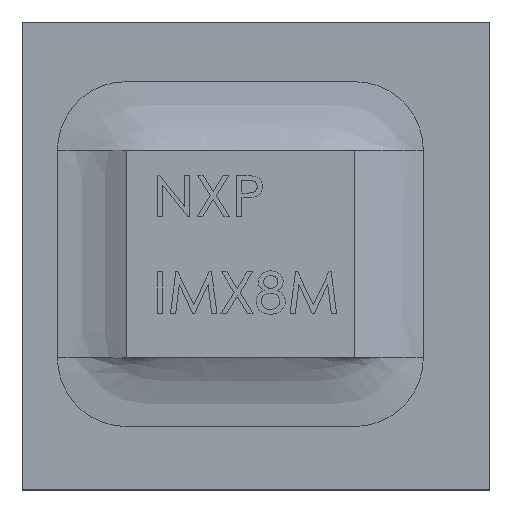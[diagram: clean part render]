
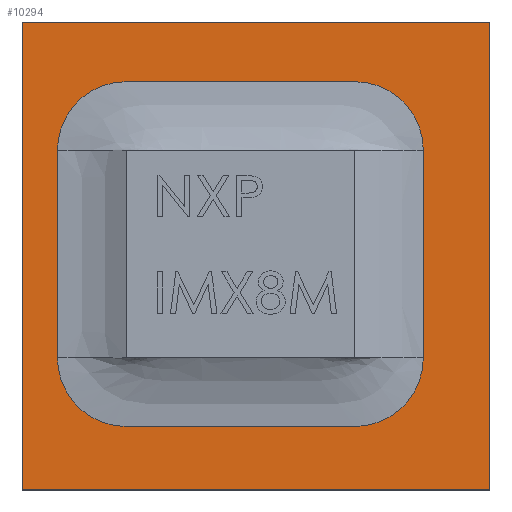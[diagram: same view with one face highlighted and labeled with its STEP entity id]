
A CAD part, top view. The second image highlights one B-rep face of the part: STEP entity #10294.
In plain terms, the highlighted planar face has unit normal (0, 0, 1).
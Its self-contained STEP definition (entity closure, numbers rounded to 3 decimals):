
#307 = CARTESIAN_POINT ( 'NONE',  ( -4.715, -6.195, 0.88 ) ) ;
#589 = ORIENTED_EDGE ( 'NONE', *, *, #19443, .F. ) ;
#949 = VERTEX_POINT ( 'NONE', #23721 ) ;
#1152 = VERTEX_POINT ( 'NONE', #3073 ) ;
#1484 = DIRECTION ( 'NONE',  ( 1., 0., 0. ) ) ;
#1573 = DIRECTION ( 'NONE',  ( 1., 0., 0. ) ) ;
#1599 = CARTESIAN_POINT ( 'NONE',  ( -7.215, 3.834, 0.88 ) ) ;
#1709 = VERTEX_POINT ( 'NONE', #4479 ) ;
#1949 = VERTEX_POINT ( 'NONE', #17787 ) ;
#1986 = LINE ( 'NONE', #2124, #6334 ) ;
#2124 = CARTESIAN_POINT ( 'NONE',  ( -8.5, 8.5, 0.88 ) ) ;
#3073 = CARTESIAN_POINT ( 'NONE',  ( -8.5, 8.5, 0.88 ) ) ;
#3101 = EDGE_LOOP ( 'NONE', ( #10103, #13966, #15251, #23353 ) ) ;
#3111 = CARTESIAN_POINT ( 'NONE',  ( -4.715, -3.695, 0.88 ) ) ;
#3125 = CARTESIAN_POINT ( 'NONE',  ( -7.215, 3.834, 0.88 ) ) ;
#3371 = DIRECTION ( 'NONE',  ( 0., 0., 1. ) ) ;
#3622 = EDGE_CURVE ( 'NONE', #20356, #6804, #15649, .T. ) ;
#3695 = VERTEX_POINT ( 'NONE', #14692 ) ;
#4214 = VECTOR ( 'NONE', #17182, 1000. ) ;
#4363 = ORIENTED_EDGE ( 'NONE', *, *, #17919, .F. ) ;
#4479 = CARTESIAN_POINT ( 'NONE',  ( 3.58, 6.334, 0.88 ) ) ;
#4486 = ORIENTED_EDGE ( 'NONE', *, *, #6782, .F. ) ;
#5409 = VECTOR ( 'NONE', #23058, 1000. ) ;
#5704 = AXIS2_PLACEMENT_3D ( 'NONE', #21478, #25315, #17343 ) ;
#6308 = EDGE_CURVE ( 'NONE', #3695, #7691, #7140, .T. ) ;
#6334 = VECTOR ( 'NONE', #17752, 1000. ) ;
#6782 = EDGE_CURVE ( 'NONE', #12911, #949, #24699, .T. ) ;
#6804 = VERTEX_POINT ( 'NONE', #10695 ) ;
#6860 = DIRECTION ( 'NONE',  ( 1., 0., 0. ) ) ;
#7055 = EDGE_CURVE ( 'NONE', #1709, #1949, #14400, .T. ) ;
#7127 = LINE ( 'NONE', #1599, #14537 ) ;
#7140 = LINE ( 'NONE', #7374, #5409 ) ;
#7374 = CARTESIAN_POINT ( 'NONE',  ( 6.08, -3.695, 0.88 ) ) ;
#7435 = CIRCLE ( 'NONE', #23839, 2.5 ) ;
#7445 = LINE ( 'NONE', #15022, #4214 ) ;
#7691 = VERTEX_POINT ( 'NONE', #8431 ) ;
#8355 = AXIS2_PLACEMENT_3D ( 'NONE', #9743, #9505, #17715 ) ;
#8431 = CARTESIAN_POINT ( 'NONE',  ( 6.08, 3.834, 0.88 ) ) ;
#9160 = CARTESIAN_POINT ( 'NONE',  ( -8.5, -8.5, 0.88 ) ) ;
#9296 = ORIENTED_EDGE ( 'NONE', *, *, #13539, .F. ) ;
#9323 = VERTEX_POINT ( 'NONE', #24075 ) ;
#9505 = DIRECTION ( 'NONE',  ( 0., 0., 1. ) ) ;
#9743 = CARTESIAN_POINT ( 'NONE',  ( 3.58, -3.695, 0.88 ) ) ;
#9901 = DIRECTION ( 'NONE',  ( -1., 0., 0. ) ) ;
#9902 = AXIS2_PLACEMENT_3D ( 'NONE', #20266, #23883, #14852 ) ;
#10103 = ORIENTED_EDGE ( 'NONE', *, *, #12936, .F. ) ;
#10116 = LINE ( 'NONE', #24136, #25184 ) ;
#10250 = DIRECTION ( 'NONE',  ( 0., -1., 0. ) ) ;
#10294 = ADVANCED_FACE ( 'NONE', ( #22018, #10581 ), #24208, .F. ) ;
#10581 = FACE_OUTER_BOUND ( 'NONE', #3101, .T. ) ;
#10695 = CARTESIAN_POINT ( 'NONE',  ( 8.5, -8.5, 0.88 ) ) ;
#12219 = ORIENTED_EDGE ( 'NONE', *, *, #7055, .F. ) ;
#12911 = VERTEX_POINT ( 'NONE', #307 ) ;
#12936 = EDGE_CURVE ( 'NONE', #1152, #23247, #1986, .T. ) ;
#13355 = DIRECTION ( 'NONE',  ( 0., 0., 1. ) ) ;
#13539 = EDGE_CURVE ( 'NONE', #949, #3695, #17775, .T. ) ;
#13642 = EDGE_CURVE ( 'NONE', #23247, #6804, #10116, .T. ) ;
#13966 = ORIENTED_EDGE ( 'NONE', *, *, #23180, .T. ) ;
#14400 = LINE ( 'NONE', #23767, #20095 ) ;
#14537 = VECTOR ( 'NONE', #23040, 1000. ) ;
#14692 = CARTESIAN_POINT ( 'NONE',  ( 6.08, -3.695, 0.88 ) ) ;
#14852 = DIRECTION ( 'NONE',  ( -1., 0., 0. ) ) ;
#15022 = CARTESIAN_POINT ( 'NONE',  ( -8.5, 8.5, 0.88 ) ) ;
#15057 = CARTESIAN_POINT ( 'NONE',  ( -4.714, -6.195, 0.88 ) ) ;
#15251 = ORIENTED_EDGE ( 'NONE', *, *, #3622, .T. ) ;
#15624 = CIRCLE ( 'NONE', #25060, 2.5 ) ;
#15649 = LINE ( 'NONE', #9160, #18406 ) ;
#16123 = VERTEX_POINT ( 'NONE', #3125 ) ;
#17050 = ORIENTED_EDGE ( 'NONE', *, *, #6308, .F. ) ;
#17182 = DIRECTION ( 'NONE',  ( 0., -1., 0. ) ) ;
#17343 = DIRECTION ( 'NONE',  ( -1., 0., 0. ) ) ;
#17602 = EDGE_CURVE ( 'NONE', #9323, #12911, #15624, .T. ) ;
#17715 = DIRECTION ( 'NONE',  ( -1., 0., 0. ) ) ;
#17752 = DIRECTION ( 'NONE',  ( 1., 0., 0. ) ) ;
#17775 = CIRCLE ( 'NONE', #8355, 2.5 ) ;
#17787 = CARTESIAN_POINT ( 'NONE',  ( -4.715, 6.334, 0.88 ) ) ;
#17919 = EDGE_CURVE ( 'NONE', #7691, #1709, #7435, .T. ) ;
#17933 = CARTESIAN_POINT ( 'NONE',  ( 8.5, 8.5, 0.88 ) ) ;
#18338 = EDGE_LOOP ( 'NONE', ( #17050, #9296, #4486, #19413, #22874, #589, #12219, #4363 ) ) ;
#18406 = VECTOR ( 'NONE', #1484, 1000. ) ;
#18457 = VECTOR ( 'NONE', #6860, 1000. ) ;
#19093 = DIRECTION ( 'NONE',  ( -1., 0., 0. ) ) ;
#19413 = ORIENTED_EDGE ( 'NONE', *, *, #17602, .F. ) ;
#19443 = EDGE_CURVE ( 'NONE', #1949, #16123, #20978, .T. ) ;
#20095 = VECTOR ( 'NONE', #9901, 1000. ) ;
#20266 = CARTESIAN_POINT ( 'NONE',  ( -4.715, 3.834, 0.88 ) ) ;
#20356 = VERTEX_POINT ( 'NONE', #25206 ) ;
#20978 = CIRCLE ( 'NONE', #9902, 2.5 ) ;
#21478 = CARTESIAN_POINT ( 'NONE',  ( 0., 0., 0.88 ) ) ;
#22018 = FACE_BOUND ( 'NONE', #18338, .T. ) ;
#22874 = ORIENTED_EDGE ( 'NONE', *, *, #25384, .F. ) ;
#23040 = DIRECTION ( 'NONE',  ( 0., -1., 0. ) ) ;
#23058 = DIRECTION ( 'NONE',  ( 0., 1., 0. ) ) ;
#23180 = EDGE_CURVE ( 'NONE', #1152, #20356, #7445, .T. ) ;
#23247 = VERTEX_POINT ( 'NONE', #17933 ) ;
#23353 = ORIENTED_EDGE ( 'NONE', *, *, #13642, .F. ) ;
#23721 = CARTESIAN_POINT ( 'NONE',  ( 3.579, -6.195, 0.88 ) ) ;
#23767 = CARTESIAN_POINT ( 'NONE',  ( 3.579, 6.334, 0.88 ) ) ;
#23839 = AXIS2_PLACEMENT_3D ( 'NONE', #24815, #13355, #1573 ) ;
#23883 = DIRECTION ( 'NONE',  ( 0., 0., 1. ) ) ;
#24075 = CARTESIAN_POINT ( 'NONE',  ( -7.214, -3.695, 0.88 ) ) ;
#24136 = CARTESIAN_POINT ( 'NONE',  ( 8.5, 8.5, 0.88 ) ) ;
#24208 = PLANE ( 'NONE',  #5704 ) ;
#24699 = LINE ( 'NONE', #15057, #18457 ) ;
#24815 = CARTESIAN_POINT ( 'NONE',  ( 3.58, 3.834, 0.88 ) ) ;
#25060 = AXIS2_PLACEMENT_3D ( 'NONE', #3111, #3371, #19093 ) ;
#25184 = VECTOR ( 'NONE', #10250, 1000. ) ;
#25206 = CARTESIAN_POINT ( 'NONE',  ( -8.5, -8.5, 0.88 ) ) ;
#25315 = DIRECTION ( 'NONE',  ( 0., 0., -1. ) ) ;
#25384 = EDGE_CURVE ( 'NONE', #16123, #9323, #7127, .T. ) ;
